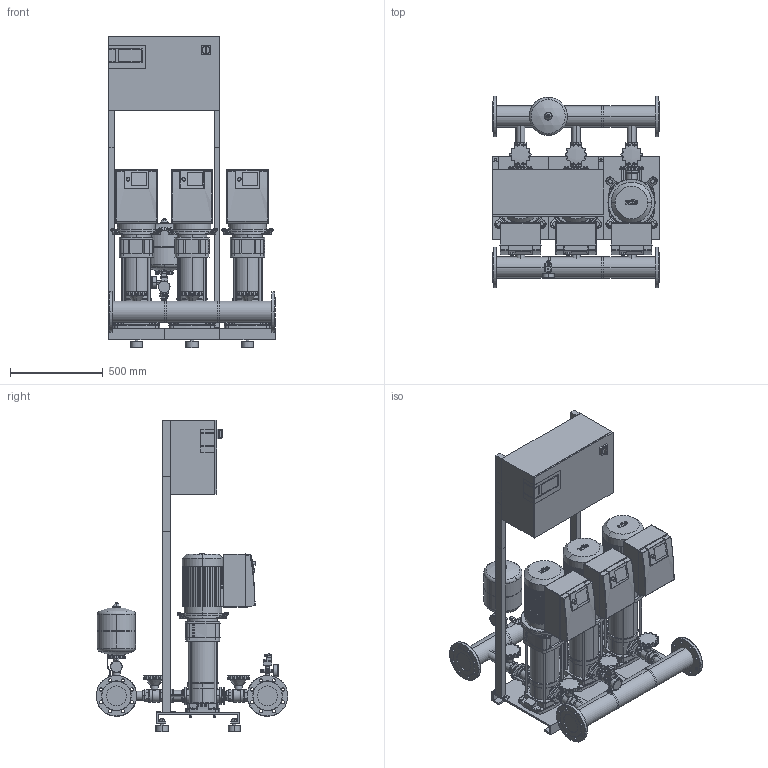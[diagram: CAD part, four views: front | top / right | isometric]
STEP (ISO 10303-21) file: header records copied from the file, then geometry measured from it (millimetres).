
FILE_DESCRIPTION((''),'2;1');
FILE_NAME('3d_COR-3HELIXVE1603_4kW_K_CCE-01-2532333.stp','2015-10-05T07:08:28',(''),(''),'Mechanical Desktop 2009','Mechanical Desktop 2009',', , ');
FILE_SCHEMA(('CONFIG_CONTROL_DESIGN'));
Length unit declared in the file: millimetre
Products named in the file (1): Product
Bounding box: 900 x 1036 x 1685 mm (x, y, z)
Volume: 213166875 mm3; surface area: 10431499.7 mm2
Topology: 198 solids, 198 shells, 4543 faces, 11371 edges, 7363 vertices
Faces by surface type: cylinder 1417, bspline 1402, plane 1307, cone 187, torus 166, sphere 64
Entity records: 151005 total; most frequent: CARTESIAN_POINT 44284, ORIENTED_EDGE 22614, DIRECTION 21377, EDGE_CURVE 11307, AXIS2_PLACEMENT_3D 7639, VERTEX_POINT 7356, VECTOR 6099, LINE 6099
